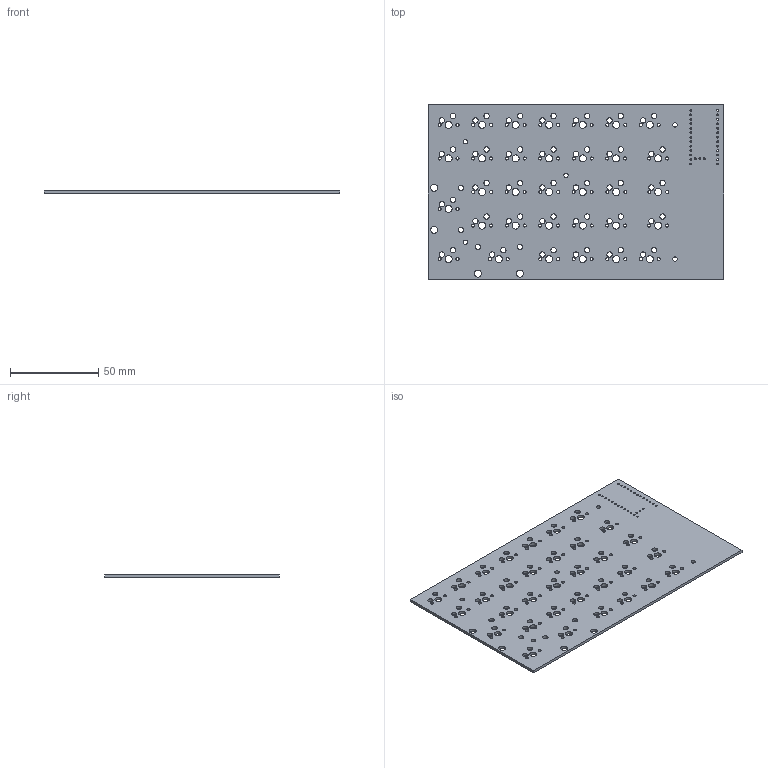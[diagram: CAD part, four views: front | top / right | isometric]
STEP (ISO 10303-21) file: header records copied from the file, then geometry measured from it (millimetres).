
FILE_DESCRIPTION(/* description */ (''),/* implementation_level */ '2;1');
FILE_NAME(/* name */ 'PCB-Right-Lite.step',/* time_stamp */ '2025-09-02T11:25:10+08:00',/* author */ (''),/* organization */ (''),/* preprocessor_version */ 'ST-DEVELOPER v20.1',/* originating_system */ 'Autodesk Translation Framework v14.10.0.0',/* authorisation */ '');
FILE_SCHEMA (('AUTOMOTIVE_DESIGN { 1 0 10303 214 3 1 1 }'));
Length unit declared in the file: millimetre
Products named in the file (1): case-right
Bounding box: 167.64 x 99.06 x 1.6 mm (x, y, z)
Volume: 24678.9 mm3; surface area: 34308 mm2
Topology: 1 solids, 1 shells, 213 faces, 633 edges, 422 vertices
Faces by surface type: cylinder 207, plane 6
Full cylindrical faces by diameter (mm): 1 x29, 1.75 x66, 2.5 x5, 3.048 x4, 3.05 x66, 3.988 x4, 4 x33
Entity records: 8262 total; most frequent: DIRECTION 1475, CARTESIAN_POINT 1269, ORIENTED_EDGE 1266, EDGE_CURVE 633, AXIS2_PLACEMENT_3D 628, EDGE_LOOP 627, VERTEX_POINT 422, FACE_BOUND 414
